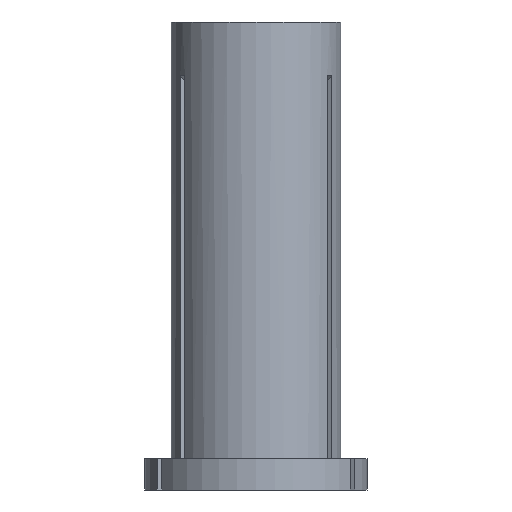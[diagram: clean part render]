
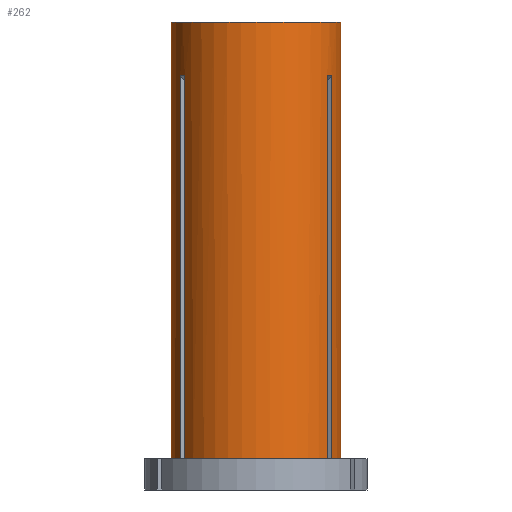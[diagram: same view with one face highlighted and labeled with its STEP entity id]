
A CAD part, front view. The second image highlights one B-rep face of the part: STEP entity #262.
In plain terms, the highlighted cylindrical face has radius 9.525 mm (diameter 19.05 mm), a partial arc.
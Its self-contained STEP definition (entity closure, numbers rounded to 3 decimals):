
#3 = AXIS2_PLACEMENT_3D ( 'NONE', #924, #126, #1130 ) ;
#6 = ORIENTED_EDGE ( 'NONE', *, *, #617, .T. ) ;
#8 = CARTESIAN_POINT ( 'NONE',  ( 0., 0., -49. ) ) ;
#15 = CIRCLE ( 'NONE', #363, 9.525 ) ;
#40 = LINE ( 'NONE', #794, #59 ) ;
#59 = VECTOR ( 'NONE', #1028, 1000. ) ;
#77 = ORIENTED_EDGE ( 'NONE', *, *, #701, .T. ) ;
#81 = EDGE_CURVE ( 'NONE', #407, #1082, #898, .T. ) ;
#91 = VECTOR ( 'NONE', #1292, 1000. ) ;
#108 = ORIENTED_EDGE ( 'NONE', *, *, #736, .T. ) ;
#115 = VECTOR ( 'NONE', #1311, 1000. ) ;
#121 = CARTESIAN_POINT ( 'NONE',  ( -7.988, -5.189, -49. ) ) ;
#126 = DIRECTION ( 'NONE',  ( 0., 0., 1. ) ) ;
#137 = CARTESIAN_POINT ( 'NONE',  ( -8.332, -4.619, -6. ) ) ;
#157 = CARTESIAN_POINT ( 'NONE',  ( 8.078, -5.049, -6.005 ) ) ;
#162 = VECTOR ( 'NONE', #946, 1000. ) ;
#179 = CIRCLE ( 'NONE', #1064, 9.525 ) ;
#196 = CARTESIAN_POINT ( 'NONE',  ( -9.525, 0., -49. ) ) ;
#203 = CARTESIAN_POINT ( 'NONE',  ( 0., 0., -49. ) ) ;
#206 = CARTESIAN_POINT ( 'NONE',  ( -7.988, -5.189, -6.014 ) ) ;
#209 = LINE ( 'NONE', #1038, #162 ) ;
#215 = CYLINDRICAL_SURFACE ( 'NONE', #3, 9.525 ) ;
#228 = DIRECTION ( 'NONE',  ( 0., 0., 1. ) ) ;
#239 = AXIS2_PLACEMENT_3D ( 'NONE', #8, #682, #791 ) ;
#249 = CARTESIAN_POINT ( 'NONE',  ( -8.165, -4.909, -6. ) ) ;
#250 = EDGE_CURVE ( 'NONE', #864, #1291, #803, .T. ) ;
#258 = CARTESIAN_POINT ( 'NONE',  ( 0., 0., -49. ) ) ;
#262 = ADVANCED_FACE ( 'NONE', ( #484 ), #215, .T. ) ;
#270 = CARTESIAN_POINT ( 'NONE',  ( 8.252, -4.765, -5.995 ) ) ;
#273 = DIRECTION ( 'NONE',  ( 1., 0., 0. ) ) ;
#306 = EDGE_CURVE ( 'NONE', #1293, #1148, #919, .T. ) ;
#327 = CARTESIAN_POINT ( 'NONE',  ( 0., 0., 0. ) ) ;
#351 = CARTESIAN_POINT ( 'NONE',  ( -7.988, -5.189, -6.014 ) ) ;
#358 = CARTESIAN_POINT ( 'NONE',  ( -9.525, 0., 0. ) ) ;
#363 = AXIS2_PLACEMENT_3D ( 'NONE', #203, #987, #1176 ) ;
#384 = CARTESIAN_POINT ( 'NONE',  ( 8.412, -4.472, -6.005 ) ) ;
#387 = EDGE_CURVE ( 'NONE', #1451, #1291, #875, .T. ) ;
#407 = VERTEX_POINT ( 'NONE', #1338 ) ;
#415 = CARTESIAN_POINT ( 'NONE',  ( -8.488, -4.323, -6.014 ) ) ;
#416 = CARTESIAN_POINT ( 'NONE',  ( -7.988, -5.189, 0. ) ) ;
#429 = CARTESIAN_POINT ( 'NONE',  ( 7.988, -5.189, 0. ) ) ;
#440 = AXIS2_PLACEMENT_3D ( 'NONE', #327, #766, #1341 ) ;
#484 = FACE_OUTER_BOUND ( 'NONE', #603, .T. ) ;
#492 = EDGE_CURVE ( 'NONE', #1451, #1023, #558, .T. ) ;
#544 = EDGE_CURVE ( 'NONE', #1160, #1082, #40, .T. ) ;
#558 = CIRCLE ( 'NONE', #239, 9.525 ) ;
#574 = VECTOR ( 'NONE', #1164, 1000. ) ;
#575 = CARTESIAN_POINT ( 'NONE',  ( 8.488, -4.323, -49. ) ) ;
#602 = CARTESIAN_POINT ( 'NONE',  ( 7.988, -5.189, -49. ) ) ;
#603 = EDGE_LOOP ( 'NONE', ( #784, #77, #1327, #943, #869, #735, #108, #1261, #1171, #6, #863, #1101 ) ) ;
#607 = DIRECTION ( 'NONE',  ( 0., 0., 1. ) ) ;
#617 = EDGE_CURVE ( 'NONE', #1388, #1160, #179, .T. ) ;
#682 = DIRECTION ( 'NONE',  ( 0., 0., 1. ) ) ;
#697 = CARTESIAN_POINT ( 'NONE',  ( 9.525, 0., 0. ) ) ;
#701 = EDGE_CURVE ( 'NONE', #813, #1228, #15, .T. ) ;
#735 = ORIENTED_EDGE ( 'NONE', *, *, #492, .T. ) ;
#736 = EDGE_CURVE ( 'NONE', #1023, #1293, #1174, .T. ) ;
#766 = DIRECTION ( 'NONE',  ( 0., 0., 1. ) ) ;
#776 = CARTESIAN_POINT ( 'NONE',  ( 7.988, -5.189, -6.014 ) ) ;
#784 = ORIENTED_EDGE ( 'NONE', *, *, #985, .F. ) ;
#791 = DIRECTION ( 'NONE',  ( 1., 0., 0. ) ) ;
#793 = CARTESIAN_POINT ( 'NONE',  ( -8.412, -4.471, -6.005 ) ) ;
#794 = CARTESIAN_POINT ( 'NONE',  ( 9.525, 0., 0. ) ) ;
#803 = B_SPLINE_CURVE_WITH_KNOTS ( 'NONE', 3,
 ( #1248, #793, #137, #249, #1033, #351 ),
 .UNSPECIFIED., .F., .F.,
 ( 4, 2, 4 ),
 ( 0.066, 0.067, 0.067 ),
 .UNSPECIFIED. ) ;
#813 = VERTEX_POINT ( 'NONE', #196 ) ;
#863 = ORIENTED_EDGE ( 'NONE', *, *, #544, .T. ) ;
#864 = VERTEX_POINT ( 'NONE', #415 ) ;
#869 = ORIENTED_EDGE ( 'NONE', *, *, #387, .F. ) ;
#875 = LINE ( 'NONE', #416, #115 ) ;
#895 = LINE ( 'NONE', #1372, #574 ) ;
#898 = CIRCLE ( 'NONE', #440, 9.525 ) ;
#919 = B_SPLINE_CURVE_WITH_KNOTS ( 'NONE', 3,
 ( #1276, #157, #270, #384, #1159 ),
 .UNSPECIFIED., .F., .F.,
 ( 4, 1, 4 ),
 ( 0.072, 0.072, 0.073 ),
 .UNSPECIFIED. ) ;
#924 = CARTESIAN_POINT ( 'NONE',  ( 0., 0., 0. ) ) ;
#943 = ORIENTED_EDGE ( 'NONE', *, *, #250, .T. ) ;
#946 = DIRECTION ( 'NONE',  ( 0., 0., 1. ) ) ;
#985 = EDGE_CURVE ( 'NONE', #813, #407, #1440, .T. ) ;
#987 = DIRECTION ( 'NONE',  ( 0., 0., 1. ) ) ;
#1023 = VERTEX_POINT ( 'NONE', #602 ) ;
#1028 = DIRECTION ( 'NONE',  ( 0., 0., 1. ) ) ;
#1033 = CARTESIAN_POINT ( 'NONE',  ( -8.078, -5.05, -6.005 ) ) ;
#1038 = CARTESIAN_POINT ( 'NONE',  ( -8.488, -4.323, 0. ) ) ;
#1064 = AXIS2_PLACEMENT_3D ( 'NONE', #258, #607, #273 ) ;
#1075 = CARTESIAN_POINT ( 'NONE',  ( 8.488, -4.323, -6.014 ) ) ;
#1082 = VERTEX_POINT ( 'NONE', #697 ) ;
#1092 = EDGE_CURVE ( 'NONE', #1228, #864, #209, .T. ) ;
#1100 = EDGE_CURVE ( 'NONE', #1388, #1148, #895, .T. ) ;
#1101 = ORIENTED_EDGE ( 'NONE', *, *, #81, .F. ) ;
#1130 = DIRECTION ( 'NONE',  ( 1., 0., 0. ) ) ;
#1148 = VERTEX_POINT ( 'NONE', #1075 ) ;
#1159 = CARTESIAN_POINT ( 'NONE',  ( 8.488, -4.323, -6.014 ) ) ;
#1160 = VERTEX_POINT ( 'NONE', #1300 ) ;
#1164 = DIRECTION ( 'NONE',  ( 0., 0., 1. ) ) ;
#1171 = ORIENTED_EDGE ( 'NONE', *, *, #1100, .F. ) ;
#1174 = LINE ( 'NONE', #429, #91 ) ;
#1176 = DIRECTION ( 'NONE',  ( 1., 0., 0. ) ) ;
#1228 = VERTEX_POINT ( 'NONE', #1428 ) ;
#1248 = CARTESIAN_POINT ( 'NONE',  ( -8.488, -4.323, -6.014 ) ) ;
#1261 = ORIENTED_EDGE ( 'NONE', *, *, #306, .T. ) ;
#1276 = CARTESIAN_POINT ( 'NONE',  ( 7.988, -5.189, -6.014 ) ) ;
#1291 = VERTEX_POINT ( 'NONE', #206 ) ;
#1292 = DIRECTION ( 'NONE',  ( 0., 0., 1. ) ) ;
#1293 = VERTEX_POINT ( 'NONE', #776 ) ;
#1300 = CARTESIAN_POINT ( 'NONE',  ( 9.525, 0., -49. ) ) ;
#1311 = DIRECTION ( 'NONE',  ( 0., 0., 1. ) ) ;
#1327 = ORIENTED_EDGE ( 'NONE', *, *, #1092, .T. ) ;
#1338 = CARTESIAN_POINT ( 'NONE',  ( -9.525, 0., 0. ) ) ;
#1341 = DIRECTION ( 'NONE',  ( 1., 0., 0. ) ) ;
#1372 = CARTESIAN_POINT ( 'NONE',  ( 8.488, -4.323, 0. ) ) ;
#1388 = VERTEX_POINT ( 'NONE', #575 ) ;
#1392 = VECTOR ( 'NONE', #228, 1000. ) ;
#1428 = CARTESIAN_POINT ( 'NONE',  ( -8.488, -4.323, -49. ) ) ;
#1440 = LINE ( 'NONE', #358, #1392 ) ;
#1451 = VERTEX_POINT ( 'NONE', #121 ) ;
